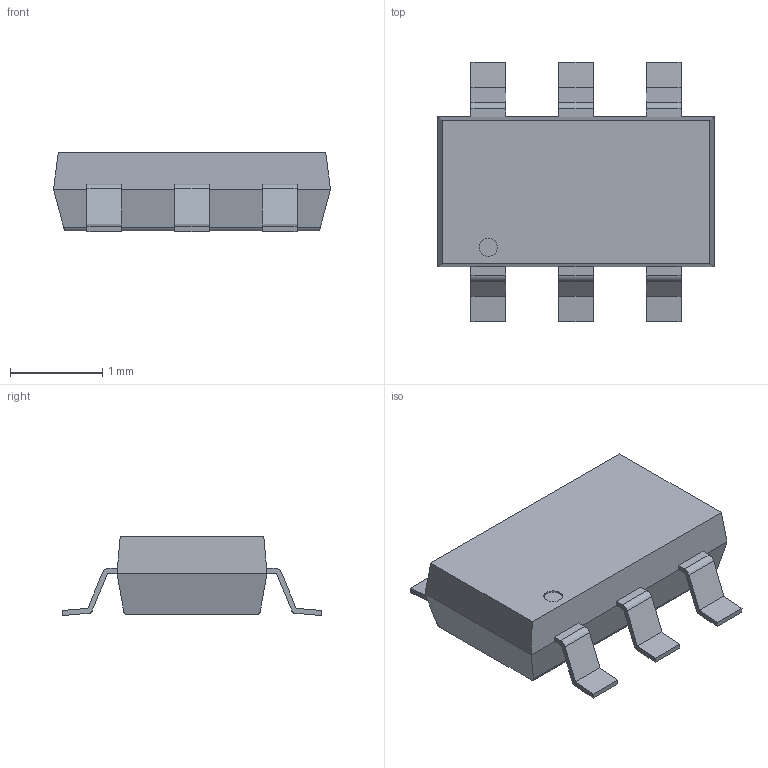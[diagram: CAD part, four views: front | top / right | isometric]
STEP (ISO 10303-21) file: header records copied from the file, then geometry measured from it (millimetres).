
FILE_DESCRIPTION(('FreeCAD Model'),'2;1');
FILE_NAME('SW3dPS-TSOT-23.step', '2017-08-30T15:05:13',('kicad StepUp'),('ksu MCAD'), 'Open CASCADE STEP processor 6.8','FreeCAD','Unknown');
FILE_SCHEMA(('AUTOMOTIVE_DESIGN_CC2 { 1 2 10303 214 -1 1 5 4 }'));
Length unit declared in the file: millimetre
Products named in the file (2): ASSEMBLY; SW3dPS-TSOT-23
Assembly tree (1 placements, depth 2):
  ASSEMBLY
    SW3dPS-TSOT-23
Bounding box: 3 x 2.81 x 0.86 mm (x, y, z)
Volume: 4 mm3; surface area: 20.7 mm2
Topology: 1 solids, 1 shells, 87 faces, 236 edges, 152 vertices
Faces by surface type: plane 65, cylinder 22
Entity records: 3344 total; most frequent: CARTESIAN_POINT 489, ORIENTED_EDGE 472, DIRECTION 450, EDGE_CURVE 236, LINE 192, VECTOR 192, VERTEX_POINT 152, AXIS2_PLACEMENT_3D 129
